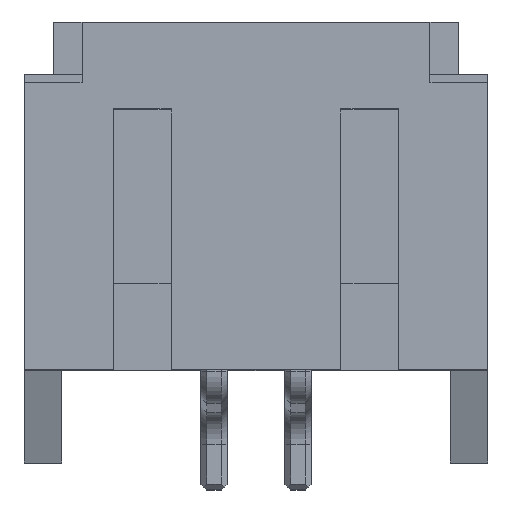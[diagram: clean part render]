
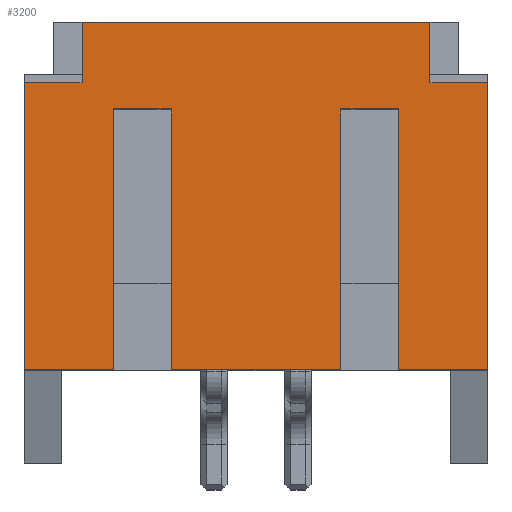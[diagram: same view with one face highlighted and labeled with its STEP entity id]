
A CAD part, top view. The second image highlights one B-rep face of the part: STEP entity #3200.
In plain terms, the highlighted planar face has unit normal (0, 0, 1).
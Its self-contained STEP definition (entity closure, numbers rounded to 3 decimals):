
#162=FACE_OUTER_BOUND('',#336,.T.);
#336=EDGE_LOOP('',(#2475,#2476,#2477,#2478,#2479,#2480,#2481,#2482,#2483,
#2484,#2485,#2486,#2487,#2488,#2489,#2490));
#544=LINE('',#4609,#974);
#548=LINE('',#4617,#978);
#552=LINE('',#4625,#982);
#561=LINE('',#4644,#991);
#565=LINE('',#4650,#995);
#567=LINE('',#4653,#997);
#573=LINE('',#4666,#1003);
#576=LINE('',#4672,#1006);
#579=LINE('',#4676,#1009);
#594=LINE('',#4708,#1024);
#604=LINE('',#4726,#1034);
#611=LINE('',#4740,#1041);
#624=LINE('',#4765,#1054);
#627=LINE('',#4771,#1057);
#635=LINE('',#4787,#1065);
#654=LINE('',#4824,#1084);
#974=VECTOR('',#3716,10.);
#978=VECTOR('',#3720,10.);
#982=VECTOR('',#3724,10.);
#991=VECTOR('',#3737,10.);
#995=VECTOR('',#3743,10.);
#997=VECTOR('',#3747,10.);
#1003=VECTOR('',#3757,10.);
#1006=VECTOR('',#3762,10.);
#1009=VECTOR('',#3767,10.);
#1024=VECTOR('',#3792,10.);
#1034=VECTOR('',#3804,10.);
#1041=VECTOR('',#3813,10.);
#1054=VECTOR('',#3838,10.);
#1057=VECTOR('',#3843,10.);
#1065=VECTOR('',#3861,10.);
#1084=VECTOR('',#3904,10.);
#1373=VERTEX_POINT('',#4606);
#1374=VERTEX_POINT('',#4608);
#1377=VERTEX_POINT('',#4614);
#1378=VERTEX_POINT('',#4616);
#1381=VERTEX_POINT('',#4622);
#1382=VERTEX_POINT('',#4624);
#1389=VERTEX_POINT('',#4642);
#1390=VERTEX_POINT('',#4643);
#1396=VERTEX_POINT('',#4665);
#1398=VERTEX_POINT('',#4671);
#1409=VERTEX_POINT('',#4705);
#1410=VERTEX_POINT('',#4707);
#1417=VERTEX_POINT('',#4724);
#1423=VERTEX_POINT('',#4738);
#1429=VERTEX_POINT('',#4763);
#1431=VERTEX_POINT('',#4768);
#1700=EDGE_CURVE('',#1374,#1373,#544,.T.);
#1704=EDGE_CURVE('',#1378,#1377,#548,.T.);
#1708=EDGE_CURVE('',#1382,#1381,#552,.T.);
#1717=EDGE_CURVE('',#1389,#1390,#561,.T.);
#1721=EDGE_CURVE('',#1377,#1389,#565,.T.);
#1723=EDGE_CURVE('',#1390,#1374,#567,.T.);
#1729=EDGE_CURVE('',#1396,#1378,#573,.T.);
#1732=EDGE_CURVE('',#1398,#1396,#576,.T.);
#1735=EDGE_CURVE('',#1381,#1398,#579,.T.);
#1750=EDGE_CURVE('',#1410,#1409,#594,.T.);
#1760=EDGE_CURVE('',#1409,#1417,#604,.T.);
#1767=EDGE_CURVE('',#1417,#1423,#611,.T.);
#1780=EDGE_CURVE('',#1423,#1429,#624,.T.);
#1783=EDGE_CURVE('',#1431,#1410,#627,.T.);
#1791=EDGE_CURVE('',#1373,#1431,#635,.T.);
#1810=EDGE_CURVE('',#1429,#1382,#654,.T.);
#2475=ORIENTED_EDGE('',*,*,#1723,.T.);
#2476=ORIENTED_EDGE('',*,*,#1700,.T.);
#2477=ORIENTED_EDGE('',*,*,#1791,.T.);
#2478=ORIENTED_EDGE('',*,*,#1783,.T.);
#2479=ORIENTED_EDGE('',*,*,#1750,.T.);
#2480=ORIENTED_EDGE('',*,*,#1760,.T.);
#2481=ORIENTED_EDGE('',*,*,#1767,.T.);
#2482=ORIENTED_EDGE('',*,*,#1780,.T.);
#2483=ORIENTED_EDGE('',*,*,#1810,.T.);
#2484=ORIENTED_EDGE('',*,*,#1708,.T.);
#2485=ORIENTED_EDGE('',*,*,#1735,.T.);
#2486=ORIENTED_EDGE('',*,*,#1732,.T.);
#2487=ORIENTED_EDGE('',*,*,#1729,.T.);
#2488=ORIENTED_EDGE('',*,*,#1704,.T.);
#2489=ORIENTED_EDGE('',*,*,#1721,.T.);
#2490=ORIENTED_EDGE('',*,*,#1717,.T.);
#3051=PLANE('',#3403);
#3200=ADVANCED_FACE('',(#162),#3051,.T.);
#3403=AXIS2_PLACEMENT_3D('',#4825,#3905,#3906);
#3716=DIRECTION('',(1.,0.,0.));
#3720=DIRECTION('',(1.,0.,0.));
#3724=DIRECTION('',(1.,0.,0.));
#3737=DIRECTION('',(1.,0.,0.));
#3743=DIRECTION('',(0.,1.,0.));
#3747=DIRECTION('',(0.,-1.,0.));
#3757=DIRECTION('',(0.,-1.,0.));
#3762=DIRECTION('',(1.,0.,0.));
#3767=DIRECTION('',(0.,1.,0.));
#3792=DIRECTION('',(0.,1.,0.));
#3804=DIRECTION('',(-1.,0.,0.));
#3813=DIRECTION('',(0.,-1.,0.));
#3838=DIRECTION('',(-1.,0.,0.));
#3843=DIRECTION('',(-1.,0.,0.));
#3861=DIRECTION('',(0.,1.,0.));
#3904=DIRECTION('',(0.,-1.,0.));
#3905=DIRECTION('center_axis',(0.,0.,1.));
#3906=DIRECTION('ref_axis',(1.,0.,0.));
#4606=CARTESIAN_POINT('',(4.,-2.2,5.7));
#4608=CARTESIAN_POINT('',(2.463,-2.2,5.7));
#4609=CARTESIAN_POINT('',(-1.675,-2.2,5.7));
#4614=CARTESIAN_POINT('',(1.463,-2.2,5.7));
#4616=CARTESIAN_POINT('',(-1.463,-2.2,5.7));
#4617=CARTESIAN_POINT('',(-1.675,-2.2,5.7));
#4622=CARTESIAN_POINT('',(-2.463,-2.2,5.7));
#4624=CARTESIAN_POINT('',(-4.,-2.2,5.7));
#4625=CARTESIAN_POINT('',(-1.675,-2.2,5.7));
#4642=CARTESIAN_POINT('',(1.463,2.3,5.7));
#4643=CARTESIAN_POINT('',(2.463,2.3,5.7));
#4644=CARTESIAN_POINT('',(0.731,2.3,5.7));
#4650=CARTESIAN_POINT('',(1.463,-1.1,5.7));
#4653=CARTESIAN_POINT('',(2.463,1.15,5.7));
#4665=CARTESIAN_POINT('',(-1.463,2.3,5.7));
#4666=CARTESIAN_POINT('',(-1.463,1.15,5.7));
#4671=CARTESIAN_POINT('',(-2.463,2.3,5.7));
#4672=CARTESIAN_POINT('',(-1.231,2.3,5.7));
#4676=CARTESIAN_POINT('',(-2.463,-1.1,5.7));
#4705=CARTESIAN_POINT('',(3.,3.8,5.7));
#4707=CARTESIAN_POINT('',(3.,2.753,5.7));
#4708=CARTESIAN_POINT('',(3.,0.714,5.7));
#4724=CARTESIAN_POINT('',(-3.,3.8,5.7));
#4726=CARTESIAN_POINT('',(-4.,3.8,5.7));
#4738=CARTESIAN_POINT('',(-3.,2.753,5.7));
#4740=CARTESIAN_POINT('',(-3.,0.714,5.7));
#4763=CARTESIAN_POINT('',(-4.,2.753,5.7));
#4765=CARTESIAN_POINT('',(-2.,2.753,5.7));
#4768=CARTESIAN_POINT('',(4.,2.753,5.7));
#4771=CARTESIAN_POINT('',(2.,2.753,5.7));
#4787=CARTESIAN_POINT('',(4.,3.8,5.7));
#4824=CARTESIAN_POINT('',(-4.,-3.8,5.7));
#4825=CARTESIAN_POINT('Origin',(0.,0.,5.7));
